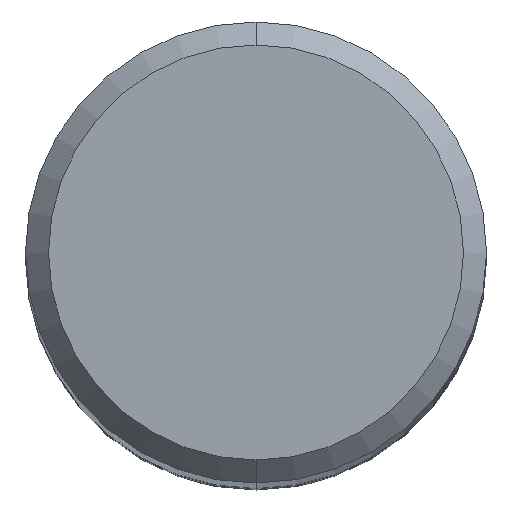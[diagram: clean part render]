
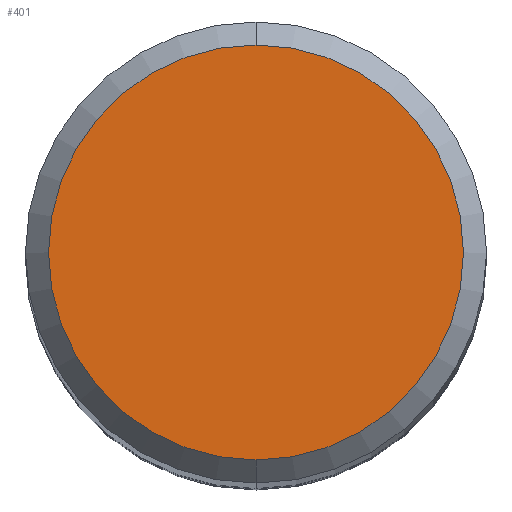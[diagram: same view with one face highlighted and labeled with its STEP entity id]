
A CAD part, top view. The second image highlights one B-rep face of the part: STEP entity #401.
In plain terms, the highlighted planar face has unit normal (0, 0, 1).
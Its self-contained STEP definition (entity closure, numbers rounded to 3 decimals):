
#195=VERTEX_POINT('',#503);
#251=VERTEX_POINT('',#568);
#327=EDGE_CURVE('',#195,#251,#650,.T.);
#373=EDGE_CURVE('',#251,#195,#698,.T.);
#401=ADVANCED_FACE('',(#726),#727,.T.);
#503=CARTESIAN_POINT('',(0.0,5.4,0.0));
#568=CARTESIAN_POINT('',(0.,-5.4,0.0));
#650=CIRCLE('',#1195,5.4);
#698=CIRCLE('',#1281,5.4);
#726=FACE_OUTER_BOUND('',#1384,.T.);
#727=PLANE('',#1385);
#1195=AXIS2_PLACEMENT_3D('',#1687,#1688,#1689);
#1281=AXIS2_PLACEMENT_3D('',#1721,#1722,#1723);
#1384=EDGE_LOOP('',(#1743,#1744));
#1385=AXIS2_PLACEMENT_3D('',#1745,#1746,#1747);
#1687=CARTESIAN_POINT('',(0.0,0.0,0.0));
#1688=DIRECTION('',(0.0,0.0,-1.0));
#1689=DIRECTION('',(0.0,1.0,0.0));
#1721=CARTESIAN_POINT('',(0.0,0.0,0.0));
#1722=DIRECTION('',(0.0,0.0,-1.0));
#1723=DIRECTION('',(0.0,1.0,0.0));
#1743=ORIENTED_EDGE('',*,*,#327,.F.);
#1744=ORIENTED_EDGE('',*,*,#373,.F.);
#1745=CARTESIAN_POINT('',(0.0,2.7,0.0));
#1746=DIRECTION('',(-0.0,0.0,1.0));
#1747=DIRECTION('',(0.0,-1.0,0.0));
